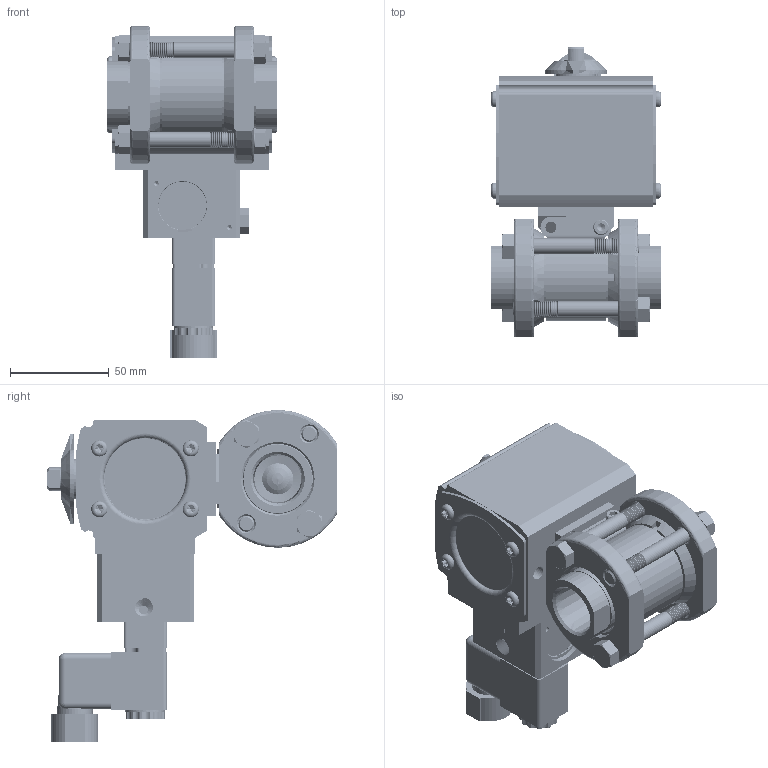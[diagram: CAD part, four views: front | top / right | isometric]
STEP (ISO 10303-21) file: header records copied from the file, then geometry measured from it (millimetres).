
FILE_DESCRIPTION (( 'STEP AP203' ), '1' );
FILE_NAME ('26XXSESA512D4GPDC.step', '2018-09-05T12:04:13', ( '' ), ( '' ), 'SwSTEP 2.0', 'SolidWorks 2018', '' );
FILE_SCHEMA (( 'CONFIG_CONTROL_DESIGN' ));
Length unit declared in the file: inch
Products named in the file (1): 26XXSESA512D4GPDC
Bounding box: 86.49 x 146.65 x 168.33 mm (x, y, z)
Volume: 473461.4 mm3; surface area: 183015.8 mm2
Topology: 51 solids, 51 shells, 3994 faces, 10399 edges, 6461 vertices
Faces by surface type: cylinder 1769, cone 1199, plane 661, torus 195, bspline 164, sphere 6
Entity records: 183160 total; most frequent: CARTESIAN_POINT 88557, ORIENTED_EDGE 20454, DIRECTION 19943, EDGE_CURVE 10227, AXIS2_PLACEMENT_3D 8040, VERTEX_POINT 6457, EDGE_LOOP 4262, CIRCLE 4209
